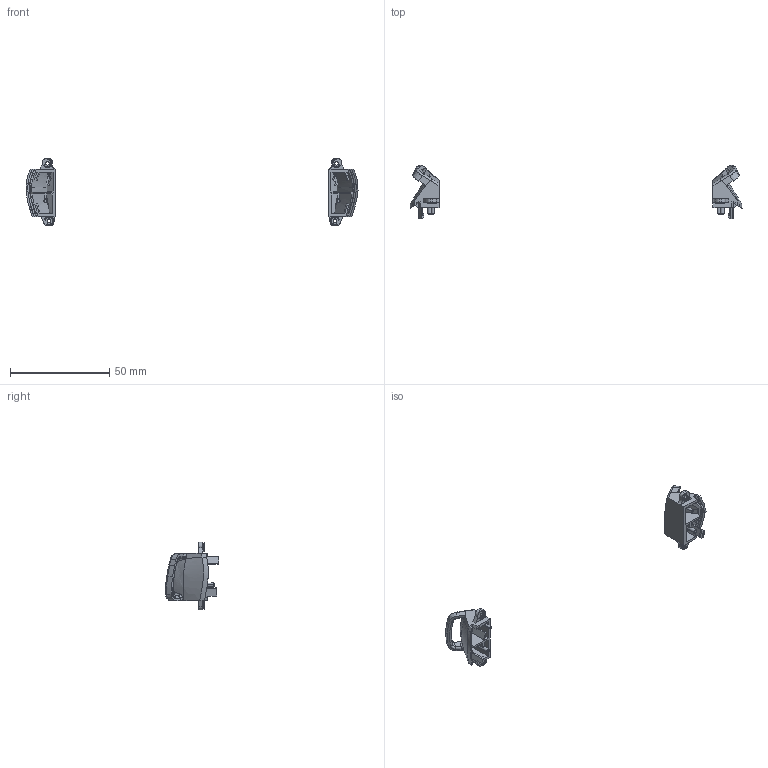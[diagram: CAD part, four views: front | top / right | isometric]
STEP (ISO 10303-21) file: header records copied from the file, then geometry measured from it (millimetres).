
FILE_DESCRIPTION((''),'2;1');
FILE_NAME('20230330_ASM','2023-12-22T15:54:16',('win10'),(''),'CREO PARAMETRIC BY PTC INC, 2019344','CREO PARAMETRIC BY PTC INC, 2019344','');
FILE_SCHEMA(('AUTOMOTIVE_DESIGN { 1 0 10303 214 1 1 1 1 }'));
Length unit declared in the file: millimetre
Products named in the file (6): HANGER-L_1082__2__; HANGER-R_239__2__; COVER-FRONT-ASS_ASM__ASM; 00-VR_ASM_2346__ASM_1___ASM; 20230311_ASM_3___ASM; 20230330_ASM
Assembly tree (5 placements, depth 5):
  20230330_ASM
    20230311_ASM_3___ASM
      00-VR_ASM_2346__ASM_1___ASM
        COVER-FRONT-ASS_ASM__ASM
          HANGER-L_1082__2__
          HANGER-R_239__2__
Bounding box: 167.25 x 26.84 x 34 mm (x, y, z)
Volume: 4421.2 mm3; surface area: 6493.9 mm2
Topology: 2 solids, 2 shells, 371 faces, 1082 edges, 718 vertices
Faces by surface type: plane 172, bspline 121, cylinder 56, cone 12, extrusion 8, torus 2
Entity records: 27500 total; most frequent: CARTESIAN_POINT 12691, ORIENTED_EDGE 2164, PRESENTATION_STYLE_ASSIGNMENT 1463, STYLED_ITEM 1463, DIRECTION 1268, CURVE_STYLE 1090, EDGE_CURVE 1082, VERTEX_POINT 718
